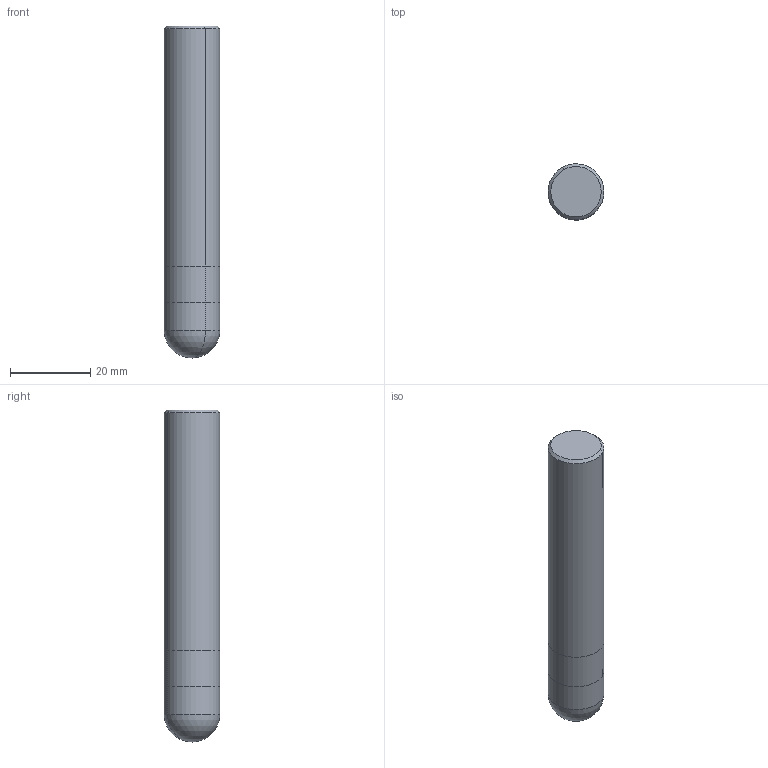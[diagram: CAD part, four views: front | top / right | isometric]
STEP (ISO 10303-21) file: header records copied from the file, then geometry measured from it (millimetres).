
FILE_DESCRIPTION(('Open CASCADE Model'),'2;1');
FILE_NAME('Open CASCADE Shape Model','2021-06-28T09:57:04',('Author'),( 'Open CASCADE'),'Open CASCADE STEP processor 7.5','Open CASCADE 7.5' ,'Unknown');
FILE_SCHEMA(('AUTOMOTIVE_DESIGN { 1 0 10303 214 1 1 1 1 }'));
Length unit declared in the file: millimetre
Products named in the file (4): Open CASCADE STEP translator 7.5 36; Open CASCADE STEP translator 7.5 36.1; Open CASCADE STEP translator 7.5 37; Open CASCADE STEP translator 7.5 37.1
Assembly tree (2 placements, depth 2):
  Open CASCADE STEP translator 7.5 36
    Open CASCADE STEP translator 7.5 36.1
  Open CASCADE STEP translator 7.5 37
    Open CASCADE STEP translator 7.5 37.1
Bounding box: 14 x 14 x 83 mm (x, y, z)
Volume: 12407.3 mm3; surface area: 4093.7 mm2
Topology: 2 solids, 2 shells, 13 faces, 24 edges, 13 vertices
Faces by surface type: cylinder 6, plane 3, sphere 2, cone 2
Entity records: 377 total; most frequent: DIRECTION 74, CARTESIAN_POINT 55, ORIENTED_EDGE 44, AXIS2_PLACEMENT_3D 33, EDGE_CURVE 22, CIRCLE 14, ADVANCED_FACE 13, FACE_BOUND 13
